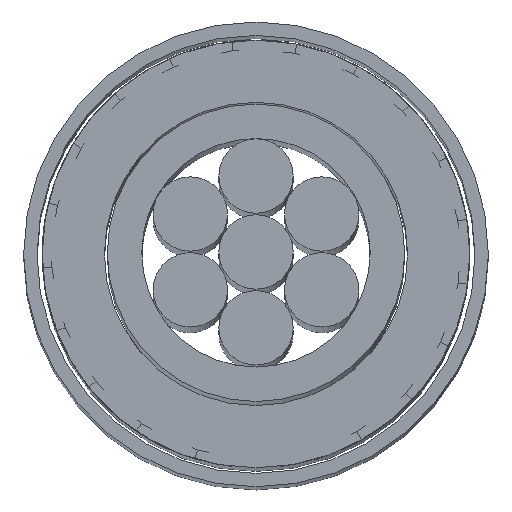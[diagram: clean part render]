
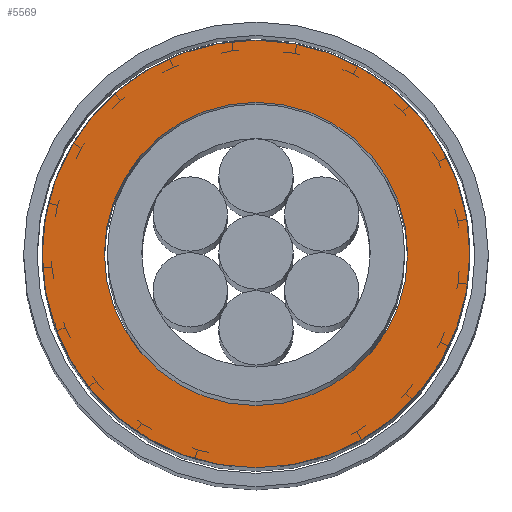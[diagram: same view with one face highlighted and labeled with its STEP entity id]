
A CAD part, top view. The second image highlights one B-rep face of the part: STEP entity #5569.
In plain terms, the highlighted planar face has unit normal (0, 0, 1).
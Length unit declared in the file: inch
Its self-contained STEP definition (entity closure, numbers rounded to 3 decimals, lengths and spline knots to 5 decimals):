
#372 = CARTESIAN_POINT ( 'NONE',  ( 0., 0., 0.625 ) ) ;
#373 = DIRECTION ( 'NONE',  ( 0., 0., -1. ) ) ;
#374 = DIRECTION ( 'NONE',  ( -1., 0., 0. ) ) ;
#771 = FACE_BOUND ( 'NONE', #8944, .T. ) ;
#775 = FACE_OUTER_BOUND ( 'NONE', #8922, .T. ) ;
#846 = AXIS2_PLACEMENT_3D ( 'NONE', #6379, #6383, #6384 ) ;
#865 = AXIS2_PLACEMENT_3D ( 'NONE', #372, #373, #374 ) ;
#867 = AXIS2_PLACEMENT_3D ( 'NONE', #1229, #1230, #1231 ) ;
#880 = AXIS2_PLACEMENT_3D ( 'NONE', #2044, #2045, #2046 ) ;
#915 = AXIS2_PLACEMENT_3D ( 'NONE', #2520, #2522, #2523 ) ;
#1229 = CARTESIAN_POINT ( 'NONE',  ( 0., 0., 0.625 ) ) ;
#1230 = DIRECTION ( 'NONE',  ( 0., 0., -1. ) ) ;
#1231 = DIRECTION ( 'NONE',  ( -1., 0., 0. ) ) ;
#1327 = CARTESIAN_POINT ( 'NONE',  ( 0.01631, 0., 0.625 ) ) ;
#1328 = CARTESIAN_POINT ( 'NONE',  ( -0.01631, 0., 0.625 ) ) ;
#2044 = CARTESIAN_POINT ( 'NONE',  ( 0., 0., 0.625 ) ) ;
#2045 = DIRECTION ( 'NONE',  ( 0., 0., -1. ) ) ;
#2046 = DIRECTION ( 'NONE',  ( -1., 0., 0. ) ) ;
#2520 = CARTESIAN_POINT ( 'NONE',  ( 0., 0., 0.625 ) ) ;
#2522 = DIRECTION ( 'NONE',  ( 0., 0., -1. ) ) ;
#2523 = DIRECTION ( 'NONE',  ( -1., 0., 0. ) ) ;
#3041 = ORIENTED_EDGE ( 'NONE', *, *, #8375, .T. ) ;
#3042 = ORIENTED_EDGE ( 'NONE', *, *, #9907, .T. ) ;
#3043 = ORIENTED_EDGE ( 'NONE', *, *, #10545, .F. ) ;
#3044 = ORIENTED_EDGE ( 'NONE', *, *, #5981, .F. ) ;
#3401 = VERTEX_POINT ( 'NONE', #7763 ) ;
#3407 = VERTEX_POINT ( 'NONE', #7770 ) ;
#5569 = ADVANCED_FACE ( 'NONE', ( #771, #775 ), #6381, .F. ) ;
#5981 = EDGE_CURVE ( 'NONE', #3401, #3407, #6689, .T. ) ;
#6379 = CARTESIAN_POINT ( 'NONE',  ( 0., 0., 0.625 ) ) ;
#6381 = PLANE ( 'NONE',  #846 ) ;
#6383 = DIRECTION ( 'NONE',  ( 0., 0., -1. ) ) ;
#6384 = DIRECTION ( 'NONE',  ( -1., 0., 0. ) ) ;
#6689 = CIRCLE ( 'NONE', #865, 0.023 ) ;
#6705 = CIRCLE ( 'NONE', #867, 0.01631 ) ;
#6727 = CIRCLE ( 'NONE', #880, 0.01631 ) ;
#6817 = CIRCLE ( 'NONE', #915, 0.023 ) ;
#7763 = CARTESIAN_POINT ( 'NONE',  ( 0.023, 0., 0.625 ) ) ;
#7770 = CARTESIAN_POINT ( 'NONE',  ( -0.023, 0., 0.625 ) ) ;
#8375 = EDGE_CURVE ( 'NONE', #8448, #8447, #6705, .T. ) ;
#8447 = VERTEX_POINT ( 'NONE', #1327 ) ;
#8448 = VERTEX_POINT ( 'NONE', #1328 ) ;
#8922 = EDGE_LOOP ( 'NONE', ( #3043, #3044 ) ) ;
#8944 = EDGE_LOOP ( 'NONE', ( #3041, #3042 ) ) ;
#9907 = EDGE_CURVE ( 'NONE', #8447, #8448, #6727, .T. ) ;
#10545 = EDGE_CURVE ( 'NONE', #3407, #3401, #6817, .T. ) ;
